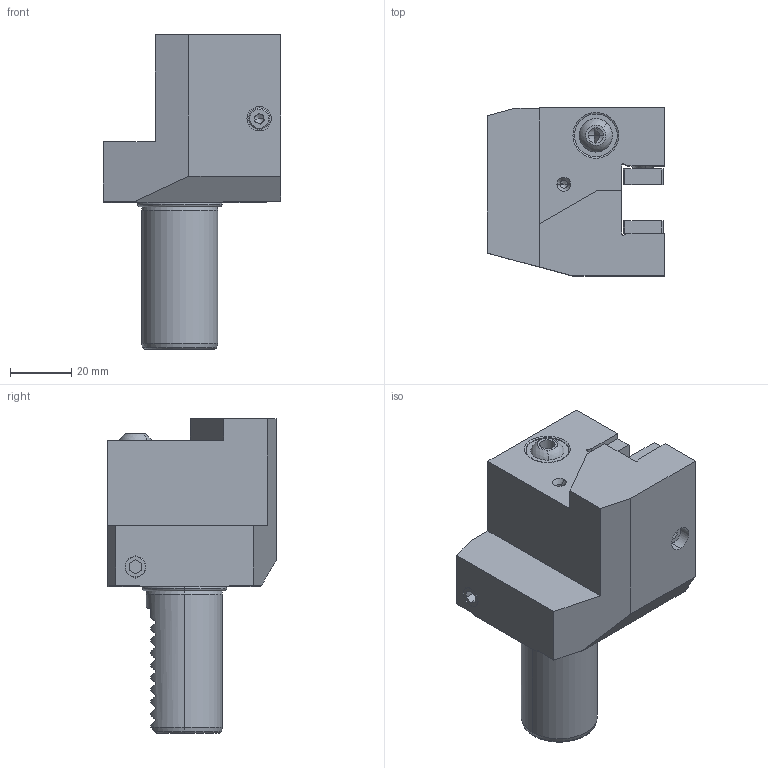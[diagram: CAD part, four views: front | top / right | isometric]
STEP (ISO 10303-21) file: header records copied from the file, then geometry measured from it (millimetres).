
FILE_DESCRIPTION (( 'STEP AP203' ), '1' );
FILE_NAME ('STEP.STEP', '2020-05-12T04:11:25', ( '' ), ( '' ), 'SwSTEP 2.0', 'SolidWorks 2017', '' );
FILE_SCHEMA (( 'CONFIG_CONTROL_DESIGN' ));
Length unit declared in the file: millimetre
Products named in the file (1): STEP
Bounding box: 58 x 55 x 103 mm (x, y, z)
Volume: 138111.3 mm3; surface area: 33870.8 mm2
Topology: 13 solids, 14 shells, 313 faces, 749 edges, 459 vertices
Faces by surface type: plane 156, cylinder 79, cone 55, torus 17, sphere 4, bspline 2
Entity records: 11143 total; most frequent: CARTESIAN_POINT 3945, DIRECTION 1503, ORIENTED_EDGE 1450, EDGE_CURVE 725, AXIS2_PLACEMENT_3D 543, VERTEX_POINT 453, VECTOR 417, LINE 417
